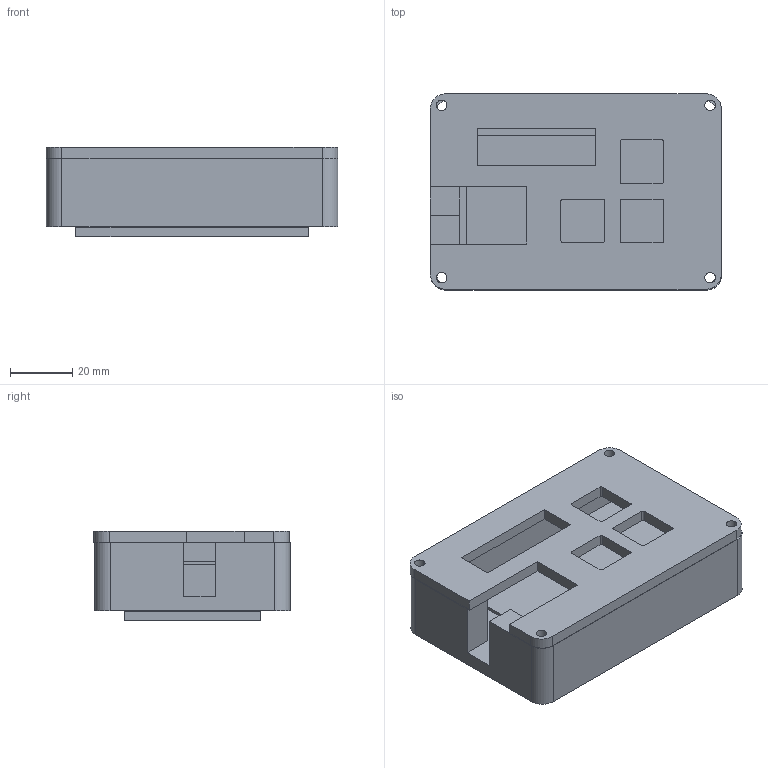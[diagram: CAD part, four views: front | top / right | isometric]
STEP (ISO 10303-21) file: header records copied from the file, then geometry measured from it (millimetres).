
FILE_DESCRIPTION(/* description */ (''),/* implementation_level */ '2;1');
FILE_NAME(/* name */ 'HACKPAD COMPLETE.step',/* time_stamp */ '2025-12-02T19:28:37Z',/* author */ (''),/* organization */ (''),/* preprocessor_version */ 'ST-DEVELOPER v20.1',/* originating_system */ 'Autodesk Translation Framework v14.21.0.0',/* authorisation */ '');
FILE_SCHEMA (('AUTOMOTIVE_DESIGN { 1 0 10303 214 3 1 1 }'));
Length unit declared in the file: millimetre
Products named in the file (2): 2025-11-28-16-42-13-260; 2025-11-28-16-42-55-012
Bounding box: 93.91 x 63.15 x 28.7 mm (x, y, z)
Volume: 81724.7 mm3; surface area: 43388.1 mm2
Topology: 4 solids, 4 shells, 351 faces, 973 edges, 648 vertices
Faces by surface type: plane 199, bspline 124, cylinder 28
Full cylindrical faces by diameter (mm): 3.4 x3, 6 x4
Entity records: 12371 total; most frequent: CARTESIAN_POINT 4083, ORIENTED_EDGE 1946, DIRECTION 1241, EDGE_CURVE 973, LINE 669, VECTOR 669, VERTEX_POINT 648, EDGE_LOOP 395
